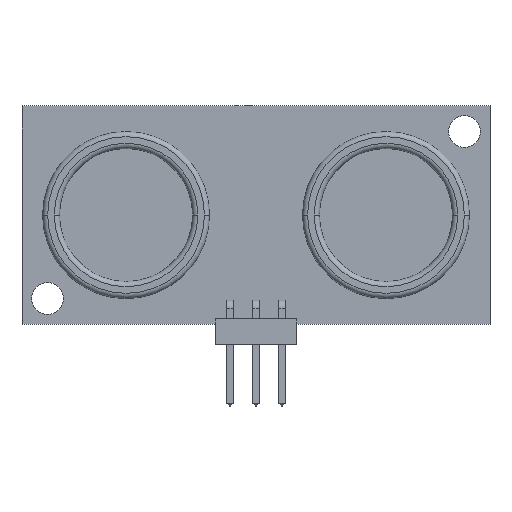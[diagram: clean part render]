
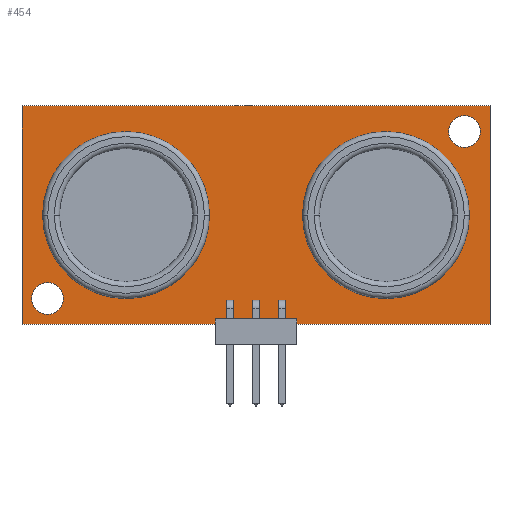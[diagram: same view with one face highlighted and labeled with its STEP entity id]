
A CAD part, top view. The second image highlights one B-rep face of the part: STEP entity #454.
In plain terms, the highlighted planar face has unit normal (0, 0, 1).
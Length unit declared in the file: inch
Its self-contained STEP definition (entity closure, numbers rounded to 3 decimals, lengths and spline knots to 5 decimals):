
#123=CARTESIAN_POINT('',(0.8622,0.32087,0.0689));
#124=VERTEX_POINT('',#123);
#140=CARTESIAN_POINT('',(0.74016,0.32087,0.0689));
#141=VERTEX_POINT('',#140);
#148=CARTESIAN_POINT('',(0.80118,0.32087,0.0689));
#149=DIRECTION('',(0.0,0.0,-1.0));
#150=DIRECTION('',(1.0,0.0,0.0));
#151=AXIS2_PLACEMENT_3D('',#148,#149,#150);
#152=CIRCLE('',#151,0.06102);
#153=EDGE_CURVE('',#124,#141,#152,.T.);
#186=CARTESIAN_POINT('',(-0.74016,-0.32087,0.0689));
#187=VERTEX_POINT('',#186);
#203=CARTESIAN_POINT('',(-0.8622,-0.32087,0.0689));
#204=VERTEX_POINT('',#203);
#211=CARTESIAN_POINT('',(-0.80118,-0.32087,0.0689));
#212=DIRECTION('',(0.0,0.0,-1.0));
#213=DIRECTION('',(1.0,0.0,0.0));
#214=AXIS2_PLACEMENT_3D('',#211,#212,#213);
#215=CIRCLE('',#214,0.06102);
#216=EDGE_CURVE('',#187,#204,#215,.T.);
#248=CARTESIAN_POINT('',(-0.80118,-0.32087,0.0689));
#249=DIRECTION('',(0.0,0.0,-1.0));
#250=DIRECTION('',(1.0,0.0,0.0));
#251=AXIS2_PLACEMENT_3D('',#248,#249,#250);
#252=CIRCLE('',#251,0.06102);
#253=EDGE_CURVE('',#204,#187,#252,.T.);
#293=CARTESIAN_POINT('',(0.80118,0.32087,0.0689));
#294=DIRECTION('',(0.0,0.0,-1.0));
#295=DIRECTION('',(1.0,0.0,0.0));
#296=AXIS2_PLACEMENT_3D('',#293,#294,#295);
#297=CIRCLE('',#296,0.06102);
#298=EDGE_CURVE('',#141,#124,#297,.T.);
#316=CARTESIAN_POINT('',(0.89961,0.41929,0.0689));
#317=VERTEX_POINT('',#316);
#318=CARTESIAN_POINT('',(0.89961,-0.41929,0.0689));
#319=VERTEX_POINT('',#318);
#320=CARTESIAN_POINT('',(0.89961,0.41929,0.0689));
#321=DIRECTION('',(0.0,-1.0,0.0));
#322=VECTOR('',#321,0.83858);
#323=LINE('',#320,#322);
#324=EDGE_CURVE('',#317,#319,#323,.T.);
#356=CARTESIAN_POINT('',(-0.89961,-0.41929,0.0689));
#357=VERTEX_POINT('',#356);
#358=CARTESIAN_POINT('',(0.89961,-0.41929,0.0689));
#359=DIRECTION('',(-1.0,0.0,0.0));
#360=VECTOR('',#359,1.79921);
#361=LINE('',#358,#360);
#362=EDGE_CURVE('',#319,#357,#361,.T.);
#387=CARTESIAN_POINT('',(-0.89961,0.41929,0.0689));
#388=VERTEX_POINT('',#387);
#389=CARTESIAN_POINT('',(-0.89961,-0.41929,0.0689));
#390=DIRECTION('',(0.0,1.0,0.0));
#391=VECTOR('',#390,0.83858);
#392=LINE('',#389,#391);
#393=EDGE_CURVE('',#357,#388,#392,.T.);
#418=CARTESIAN_POINT('',(-0.89961,0.41929,0.0689));
#419=DIRECTION('',(1.0,0.0,0.0));
#420=VECTOR('',#419,1.79921);
#421=LINE('',#418,#420);
#422=EDGE_CURVE('',#388,#317,#421,.T.);
#435=CARTESIAN_POINT('',(0.0,0.,0.0689));
#436=DIRECTION('',(0.0,0.0,1.0));
#437=DIRECTION('',(1.0,0.0,0.0));
#438=AXIS2_PLACEMENT_3D('',#435,#436,#437);
#439=PLANE('',#438);
#440=ORIENTED_EDGE('',*,*,#324,.F.);
#441=ORIENTED_EDGE('',*,*,#422,.F.);
#442=ORIENTED_EDGE('',*,*,#393,.F.);
#443=ORIENTED_EDGE('',*,*,#362,.F.);
#444=EDGE_LOOP('',(#440,#441,#442,#443));
#445=FACE_OUTER_BOUND('',#444,.T.);
#446=ORIENTED_EDGE('',*,*,#216,.T.);
#447=ORIENTED_EDGE('',*,*,#253,.T.);
#448=EDGE_LOOP('',(#446,#447));
#449=FACE_BOUND('',#448,.T.);
#450=ORIENTED_EDGE('',*,*,#153,.T.);
#451=ORIENTED_EDGE('',*,*,#298,.T.);
#452=EDGE_LOOP('',(#450,#451));
#453=FACE_BOUND('',#452,.T.);
#454=ADVANCED_FACE('',(#445,#449,#453),#439,.T.);
